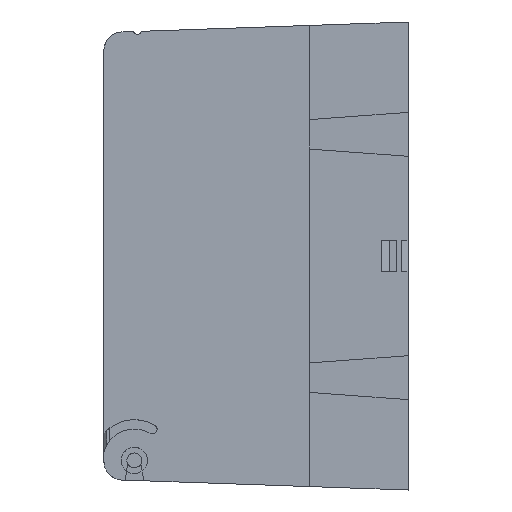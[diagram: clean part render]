
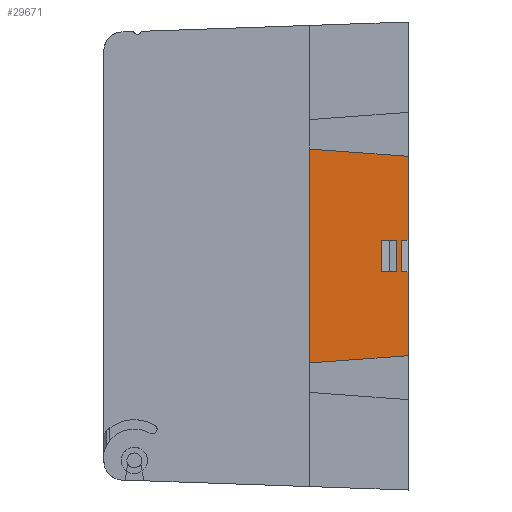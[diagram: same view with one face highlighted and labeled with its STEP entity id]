
A CAD part, left-side view. The second image highlights one B-rep face of the part: STEP entity #29671.
In plain terms, the highlighted planar face has unit normal (-1, 0, 0).
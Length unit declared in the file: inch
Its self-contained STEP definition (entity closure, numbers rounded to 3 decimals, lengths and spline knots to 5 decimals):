
#305 = DIRECTION ( 'NONE',  ( 0., 0., 1. ) ) ;
#1447 = ORIENTED_EDGE ( 'NONE', *, *, #23855, .F. ) ;
#1870 = CARTESIAN_POINT ( 'NONE',  ( -2.6392, -0.9559, 0.17 ) ) ;
#2083 = DIRECTION ( 'NONE',  ( 0., -0.997, 0.074 ) ) ;
#2876 = LINE ( 'NONE', #39187, #32739 ) ;
#2882 = ORIENTED_EDGE ( 'NONE', *, *, #46400, .T. ) ;
#2916 = VERTEX_POINT ( 'NONE', #24702 ) ;
#4632 = VERTEX_POINT ( 'NONE', #13346 ) ;
#5500 = ORIENTED_EDGE ( 'NONE', *, *, #41526, .T. ) ;
#5772 = FACE_OUTER_BOUND ( 'NONE', #20687, .T. ) ;
#6629 = VECTOR ( 'NONE', #17022, 39.37008 ) ;
#7567 = CARTESIAN_POINT ( 'NONE',  ( -2.6392, -0.1875, 1.14282 ) ) ;
#7874 = CARTESIAN_POINT ( 'NONE',  ( -2.6392, -1.2375, 0.17 ) ) ;
#8246 = ORIENTED_EDGE ( 'NONE', *, *, #42901, .T. ) ;
#8926 = VERTEX_POINT ( 'NONE', #31050 ) ;
#9639 = CARTESIAN_POINT ( 'NONE',  ( -2.6392, -0.1875, -2.21333 ) ) ;
#10312 = CARTESIAN_POINT ( 'NONE',  ( -2.6392, -1.2375, 0.17 ) ) ;
#10528 = LINE ( 'NONE', #20877, #47780 ) ;
#10622 = CARTESIAN_POINT ( 'NONE',  ( -2.6392, -0.9559, -0.17 ) ) ;
#11580 = CARTESIAN_POINT ( 'NONE',  ( -2.6392, -1.2375, -2.25 ) ) ;
#11730 = LINE ( 'NONE', #7874, #44892 ) ;
#12001 = VECTOR ( 'NONE', #46728, 39.37008 ) ;
#12144 = DIRECTION ( 'NONE',  ( 0., 0., -1. ) ) ;
#12292 = CARTESIAN_POINT ( 'NONE',  ( -2.6392, -0.9559, 0.17 ) ) ;
#12675 = VERTEX_POINT ( 'NONE', #10312 ) ;
#12688 = EDGE_CURVE ( 'NONE', #47412, #28157, #17714, .T. ) ;
#12919 = VERTEX_POINT ( 'NONE', #15516 ) ;
#13272 = CARTESIAN_POINT ( 'NONE',  ( -2.6392, -1.2375, -0.17 ) ) ;
#13346 = CARTESIAN_POINT ( 'NONE',  ( -2.6392, -1.2375, -0.17 ) ) ;
#13440 = DIRECTION ( 'NONE',  ( 0., 0., 1. ) ) ;
#15203 = CARTESIAN_POINT ( 'NONE',  ( -2.6392, -1.1675, 0.17 ) ) ;
#15516 = CARTESIAN_POINT ( 'NONE',  ( -2.6392, -1.2375, 1.065 ) ) ;
#15874 = VERTEX_POINT ( 'NONE', #7567 ) ;
#16010 = CARTESIAN_POINT ( 'NONE',  ( -2.6392, -0.43489, 1.12449 ) ) ;
#16173 = EDGE_CURVE ( 'NONE', #25417, #27065, #10528, .T. ) ;
#16534 = EDGE_CURVE ( 'NONE', #8926, #28157, #27935, .T. ) ;
#16704 = EDGE_LOOP ( 'NONE', ( #1447, #27965, #26451, #46439 ) ) ;
#17014 = CARTESIAN_POINT ( 'NONE',  ( -2.6392, -0.1875, 2.21333 ) ) ;
#17022 = DIRECTION ( 'NONE',  ( 0., 1., 0. ) ) ;
#17387 = CARTESIAN_POINT ( 'NONE',  ( -2.6392, -1.1175, 0.17 ) ) ;
#17714 = LINE ( 'NONE', #43815, #27606 ) ;
#18058 = DIRECTION ( 'NONE',  ( 0., 0., 1. ) ) ;
#18076 = ORIENTED_EDGE ( 'NONE', *, *, #24256, .F. ) ;
#18678 = AXIS2_PLACEMENT_3D ( 'NONE', #9639, #35686, #13440 ) ;
#19958 = CARTESIAN_POINT ( 'NONE',  ( -2.6392, -1.1675, -0.17 ) ) ;
#20128 = VERTEX_POINT ( 'NONE', #19958 ) ;
#20687 = EDGE_LOOP ( 'NONE', ( #25803, #5500, #18076, #8246, #31127, #2882, #34050, #37771 ) ) ;
#20816 = EDGE_CURVE ( 'NONE', #2916, #47412, #30300, .T. ) ;
#20877 = CARTESIAN_POINT ( 'NONE',  ( -2.6392, -1.2375, -1.065 ) ) ;
#21004 = DIRECTION ( 'NONE',  ( 0., 0., -1. ) ) ;
#21980 = LINE ( 'NONE', #17014, #12001 ) ;
#23851 = CARTESIAN_POINT ( 'NONE',  ( -2.6392, -1.1175, -0.17 ) ) ;
#23855 = EDGE_CURVE ( 'NONE', #2916, #8926, #25376, .T. ) ;
#24256 = EDGE_CURVE ( 'NONE', #15874, #12919, #29324, .T. ) ;
#24417 = EDGE_CURVE ( 'NONE', #44925, #20128, #2876, .T. ) ;
#24514 = DIRECTION ( 'NONE',  ( 0., 1., 0. ) ) ;
#24702 = CARTESIAN_POINT ( 'NONE',  ( -2.6392, -1.1175, 0.17 ) ) ;
#25376 = LINE ( 'NONE', #1870, #6629 ) ;
#25417 = VERTEX_POINT ( 'NONE', #28682 ) ;
#25803 = ORIENTED_EDGE ( 'NONE', *, *, #29393, .F. ) ;
#26451 = ORIENTED_EDGE ( 'NONE', *, *, #12688, .T. ) ;
#27065 = VERTEX_POINT ( 'NONE', #30144 ) ;
#27606 = VECTOR ( 'NONE', #32632, 39.37008 ) ;
#27935 = LINE ( 'NONE', #12292, #47684 ) ;
#27965 = ORIENTED_EDGE ( 'NONE', *, *, #20816, .T. ) ;
#28157 = VERTEX_POINT ( 'NONE', #10622 ) ;
#28181 = DIRECTION ( 'NONE',  ( 0., 0., -1. ) ) ;
#28682 = CARTESIAN_POINT ( 'NONE',  ( -2.6392, -0.1875, -1.14282 ) ) ;
#29324 = LINE ( 'NONE', #16010, #39137 ) ;
#29393 = EDGE_CURVE ( 'NONE', #12675, #44925, #11730, .T. ) ;
#29429 = VECTOR ( 'NONE', #24514, 39.37008 ) ;
#29671 = ADVANCED_FACE ( 'NONE', ( #5772, #44242 ), #46586, .T. ) ;
#30144 = CARTESIAN_POINT ( 'NONE',  ( -2.6392, -1.2375, -1.065 ) ) ;
#30300 = LINE ( 'NONE', #17387, #31488 ) ;
#30568 = LINE ( 'NONE', #13272, #29429 ) ;
#31050 = CARTESIAN_POINT ( 'NONE',  ( -2.6392, -0.9559, 0.17 ) ) ;
#31127 = ORIENTED_EDGE ( 'NONE', *, *, #16173, .T. ) ;
#31488 = VECTOR ( 'NONE', #21004, 39.37008 ) ;
#32632 = DIRECTION ( 'NONE',  ( 0., 1., 0. ) ) ;
#32739 = VECTOR ( 'NONE', #28181, 39.37008 ) ;
#33926 = DIRECTION ( 'NONE',  ( 0., 1., 0. ) ) ;
#34050 = ORIENTED_EDGE ( 'NONE', *, *, #35848, .T. ) ;
#34755 = LINE ( 'NONE', #47621, #44648 ) ;
#34953 = LINE ( 'NONE', #11580, #36116 ) ;
#35686 = DIRECTION ( 'NONE',  ( -1., 0., 0. ) ) ;
#35848 = EDGE_CURVE ( 'NONE', #4632, #20128, #30568, .T. ) ;
#36116 = VECTOR ( 'NONE', #305, 39.37008 ) ;
#37771 = ORIENTED_EDGE ( 'NONE', *, *, #24417, .F. ) ;
#38205 = DIRECTION ( 'NONE',  ( 0., -0.997, -0.074 ) ) ;
#39137 = VECTOR ( 'NONE', #38205, 39.37008 ) ;
#39187 = CARTESIAN_POINT ( 'NONE',  ( -2.6392, -1.1675, 0.17 ) ) ;
#41526 = EDGE_CURVE ( 'NONE', #12675, #12919, #34953, .T. ) ;
#42901 = EDGE_CURVE ( 'NONE', #15874, #25417, #21980, .T. ) ;
#43815 = CARTESIAN_POINT ( 'NONE',  ( -2.6392, -0.9559, -0.17 ) ) ;
#44242 = FACE_BOUND ( 'NONE', #16704, .T. ) ;
#44648 = VECTOR ( 'NONE', #18058, 39.37008 ) ;
#44892 = VECTOR ( 'NONE', #33926, 39.37008 ) ;
#44925 = VERTEX_POINT ( 'NONE', #15203 ) ;
#46400 = EDGE_CURVE ( 'NONE', #27065, #4632, #34755, .T. ) ;
#46439 = ORIENTED_EDGE ( 'NONE', *, *, #16534, .F. ) ;
#46586 = PLANE ( 'NONE',  #18678 ) ;
#46728 = DIRECTION ( 'NONE',  ( 0., 0., -1. ) ) ;
#47412 = VERTEX_POINT ( 'NONE', #23851 ) ;
#47621 = CARTESIAN_POINT ( 'NONE',  ( -2.6392, -1.2375, -2.25 ) ) ;
#47684 = VECTOR ( 'NONE', #12144, 39.37008 ) ;
#47780 = VECTOR ( 'NONE', #2083, 39.37008 ) ;
